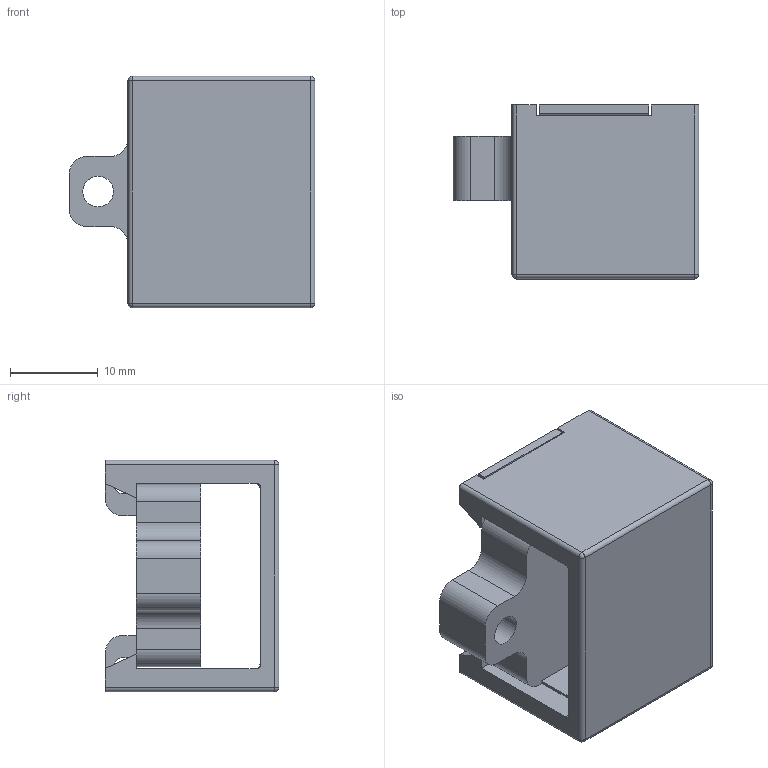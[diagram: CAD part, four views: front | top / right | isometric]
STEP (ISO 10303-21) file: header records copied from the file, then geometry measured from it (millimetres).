
FILE_DESCRIPTION(/* description */ ('Unknown'),/* implementation_level */ '2;1');
FILE_NAME(/* name */ 'ISB-300-A-800',/* time_stamp */ '2022-10-24T07:05:26+02:00',/* author */ ('Unknown'),/* organization */ ('Unknown'),/* preprocessor_version */ 'ST-DEVELOPER v18.1',/* originating_system */ 'Solid Edge',/* authorisation */ 'Unknown');
FILE_SCHEMA (('AUTOMOTIVE_DESIGN {1 0 10303 214 3 1 1}'));
Length unit declared in the file: millimetre
Products named in the file (13): ISB-300-A-800; ISB Case_Molded_Bottom_Revision B; ISB - snap - SHIELD - revision B; ISB Case_Molded_Top_Revision B; Sensor Circuit; PCB - 12mm X15mm square; Capacitors; Micro_Chip; Chip body; Chip leads; Dummy FET; BM04B-SRSS-TB; ISB potting_BM04B-SRSS-TB
Assembly tree (14 placements, depth 4):
  ISB-300-A-800
    ISB Case_Molded_Bottom_Revision B
    ISB - snap - SHIELD - revision B
    ISB Case_Molded_Top_Revision B
    Sensor Circuit
      PCB - 12mm X15mm square
      Capacitors  x3
      Micro_Chip
        Chip body
        Chip leads
      Dummy FET
      BM04B-SRSS-TB
    ISB potting_BM04B-SRSS-TB
Bounding box: 28 x 19.8 x 26.4 mm (x, y, z)
Volume: 6237.1 mm3; surface area: 8637.4 mm2
Topology: 12 solids, 12 shells, 729 faces, 1882 edges, 1211 vertices
Faces by surface type: plane 543, cylinder 150, sphere 36
Full cylindrical faces by diameter (mm): 0.75 x3, 3.5 x1
Entity records: 22763 total; most frequent: CARTESIAN_POINT 3509, ORIENTED_EDGE 3416, DIRECTION 3268, EDGE_CURVE 1708, LINE 1460, VECTOR 1460, VERTEX_POINT 1113, AXIS2_PLACEMENT_3D 904
